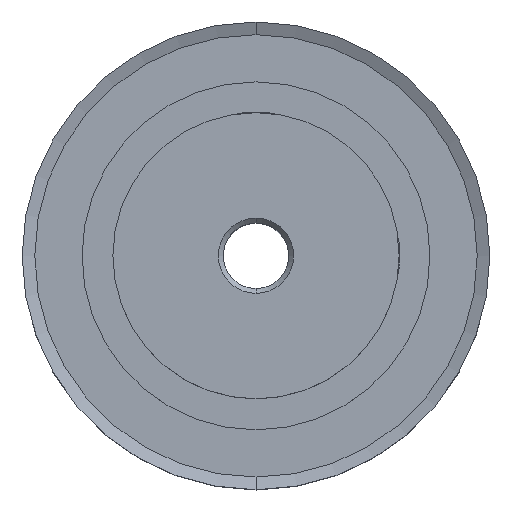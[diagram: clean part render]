
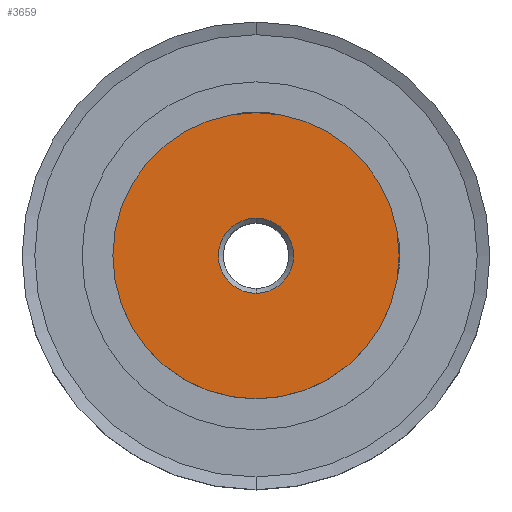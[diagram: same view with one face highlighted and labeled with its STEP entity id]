
A CAD part, top view. The second image highlights one B-rep face of the part: STEP entity #3659.
In plain terms, the highlighted planar face has unit normal (0, 0, 1).
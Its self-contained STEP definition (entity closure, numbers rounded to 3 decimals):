
#14=CARTESIAN_POINT('',(0.,0.,8.));
#15=DIRECTION('',(0.,0.,1.));
#16=DIRECTION('',(0.,1.,0.));
#17=AXIS2_PLACEMENT_3D('',#14,#15,#16);
#19=CARTESIAN_POINT('',(0.,0.,8.));
#20=DIRECTION('',(0.,0.,-1.));
#21=DIRECTION('',(0.,1.,0.));
#22=AXIS2_PLACEMENT_3D('',#19,#20,#21);
#29=CARTESIAN_POINT('',(0.,0.,8.));
#30=DIRECTION('',(0.,0.,-1.));
#31=DIRECTION('',(0.,1.,0.));
#32=AXIS2_PLACEMENT_3D('',#29,#30,#31);
#2327=CARTESIAN_POINT('',(0.,0.,8.));
#2328=DIRECTION('',(0.,0.,1.));
#2329=DIRECTION('',(0.,1.,0.));
#2330=AXIS2_PLACEMENT_3D('',#2327,#2328,#2329);
#2914=CARTESIAN_POINT('',(0.,17.5,8.));
#2915=CARTESIAN_POINT('',(0.,-17.5,8.));
#2916=VERTEX_POINT('',#2914);
#2917=VERTEX_POINT('',#2915);
#3326=CARTESIAN_POINT('',(0.,4.6,8.));
#3327=CARTESIAN_POINT('',(0.,-4.6,8.));
#3328=VERTEX_POINT('',#3326);
#3329=VERTEX_POINT('',#3327);
#3642=CARTESIAN_POINT('',(0.,0.,8.));
#3643=DIRECTION('',(0.,0.,-1.));
#3644=DIRECTION('',(0.,-1.,0.));
#3645=AXIS2_PLACEMENT_3D('',#3642,#3643,#3644);
#3646=PLANE('',#3645);
#3648=ORIENTED_EDGE('',*,*,#3647,.F.);
#3650=ORIENTED_EDGE('',*,*,#3649,.T.);
#3651=EDGE_LOOP('',(#3648,#3650));
#3652=FACE_OUTER_BOUND('',#3651,.F.);
#3654=ORIENTED_EDGE('',*,*,#3653,.F.);
#3656=ORIENTED_EDGE('',*,*,#3655,.T.);
#3657=EDGE_LOOP('',(#3654,#3656));
#3658=FACE_BOUND('',#3657,.F.);
#18=CIRCLE('',#17,17.5);
#23=CIRCLE('',#22,17.5);
#33=CIRCLE('',#32,4.6);
#2331=CIRCLE('',#2330,4.6);
#3647=EDGE_CURVE('',#2916,#2917,#18,.T.);
#3649=EDGE_CURVE('',#2916,#2917,#23,.T.);
#3653=EDGE_CURVE('',#3328,#3329,#33,.T.);
#3655=EDGE_CURVE('',#3328,#3329,#2331,.T.);
#3659=ADVANCED_FACE('',(#3652,#3658),#3646,.F.);
